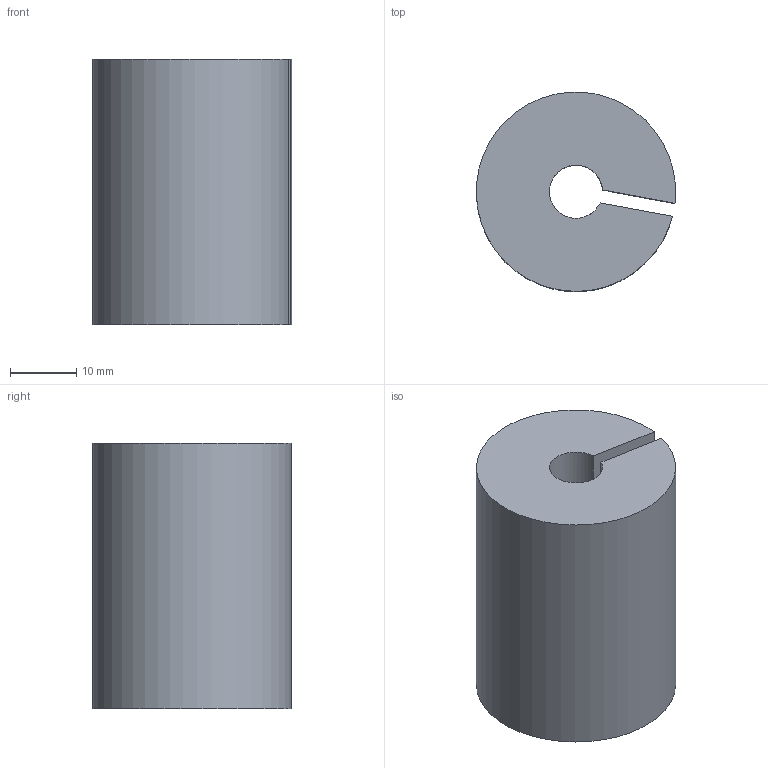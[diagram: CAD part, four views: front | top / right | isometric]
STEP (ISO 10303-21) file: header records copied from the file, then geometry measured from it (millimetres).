
FILE_DESCRIPTION(/* description */ (''),/* implementation_level */ '2;1');
FILE_NAME(/* name */ 'sprzeglo',/* time_stamp */ '2023-07-20T13:45:13+02:00',/* author */ (''),/* organization */ (''),/* preprocessor_version */ 'ST-DEVELOPER v16.5',/* originating_system */ 'Rhino 7.25',/* authorisation */ '');
FILE_SCHEMA (('CONFIG_CONTROL_DESIGN'));
Length unit declared in the file: millimetre
Products named in the file (2): Document; Clutch
Assembly tree (1 placements, depth 2):
  Document
    Clutch
Bounding box: 29.98 x 29.96 x 40 mm (x, y, z)
Volume: 24868.6 mm3; surface area: 6857.5 mm2
Topology: 1 solids, 1 shells, 8 faces, 18 edges, 12 vertices
Faces by surface type: plane 5, cylinder 3
Entity records: 412 total; most frequent: CARTESIAN_POINT 102, ORIENTED_EDGE 36, EDGE_CURVE 18, DIRECTION 16, ORGANIZATION 14, PERSON_AND_ORGANIZATION 14, B_SPLINE_CURVE_WITH_KNOTS 12, VERTEX_POINT 12
